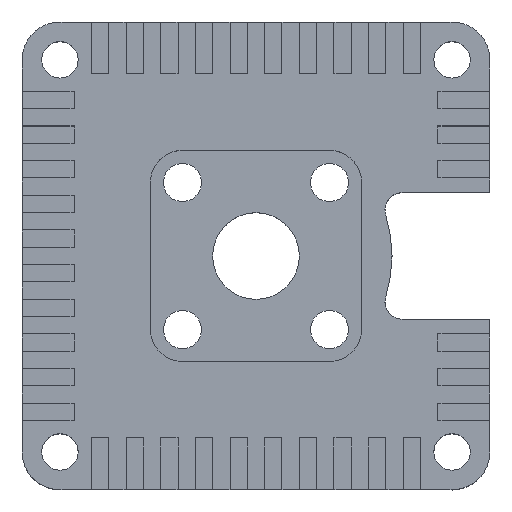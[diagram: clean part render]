
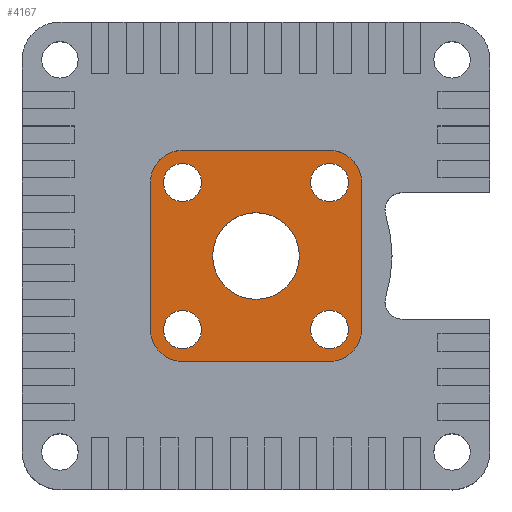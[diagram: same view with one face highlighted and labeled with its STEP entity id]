
A CAD part, top view. The second image highlights one B-rep face of the part: STEP entity #4167.
In plain terms, the highlighted planar face has unit normal (0, 0, 1).
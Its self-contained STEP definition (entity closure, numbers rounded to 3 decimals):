
#24=FACE_BOUND('',#541,.T.);
#25=FACE_BOUND('',#542,.T.);
#26=FACE_BOUND('',#543,.T.);
#27=FACE_BOUND('',#544,.T.);
#28=FACE_BOUND('',#545,.T.);
#69=CIRCLE('',#4391,1.85);
#71=CIRCLE('',#4395,1.85);
#73=CIRCLE('',#4399,1.85);
#75=CIRCLE('',#4402,1.85);
#77=CIRCLE('',#4406,1.85);
#84=CIRCLE('',#4416,7.85);
#86=CIRCLE('',#4421,1.1);
#88=CIRCLE('',#4425,1.1);
#90=CIRCLE('',#4429,1.1);
#92=CIRCLE('',#4433,1.1);
#95=CIRCLE('',#4442,2.5);
#331=FACE_OUTER_BOUND('',#540,.T.);
#540=EDGE_LOOP('',(#3559,#3560,#3561,#3562,#3563,#3564,#3565,#3566,#3567,
#3568));
#541=EDGE_LOOP('',(#3569));
#542=EDGE_LOOP('',(#3570));
#543=EDGE_LOOP('',(#3571));
#544=EDGE_LOOP('',(#3572));
#545=EDGE_LOOP('',(#3573));
#1051=LINE('',#6592,#1575);
#1056=LINE('',#6607,#1580);
#1061=LINE('',#6625,#1585);
#1065=LINE('',#6636,#1589);
#1575=VECTOR('',#5354,10.);
#1580=VECTOR('',#5367,10.);
#1585=VECTOR('',#5386,10.);
#1589=VECTOR('',#5398,10.);
#1967=VERTEX_POINT('',#6582);
#1968=VERTEX_POINT('',#6583);
#1971=VERTEX_POINT('',#6591);
#1973=VERTEX_POINT('',#6597);
#1974=VERTEX_POINT('',#6598);
#1977=VERTEX_POINT('',#6606);
#1979=VERTEX_POINT('',#6612);
#1981=VERTEX_POINT('',#6618);
#1983=VERTEX_POINT('',#6624);
#1985=VERTEX_POINT('',#6630);
#1992=VERTEX_POINT('',#6659);
#1994=VERTEX_POINT('',#6667);
#1996=VERTEX_POINT('',#6675);
#1998=VERTEX_POINT('',#6683);
#2002=VERTEX_POINT('',#6703);
#2525=EDGE_CURVE('',#1967,#1968,#69,.T.);
#2529=EDGE_CURVE('',#1968,#1971,#1051,.T.);
#2532=EDGE_CURVE('',#1973,#1974,#71,.T.);
#2536=EDGE_CURVE('',#1974,#1977,#1056,.T.);
#2539=EDGE_CURVE('',#1977,#1979,#73,.T.);
#2542=EDGE_CURVE('',#1971,#1981,#75,.T.);
#2545=EDGE_CURVE('',#1981,#1983,#1061,.T.);
#2548=EDGE_CURVE('',#1983,#1985,#77,.T.);
#2551=EDGE_CURVE('',#1985,#1973,#1065,.T.);
#2560=EDGE_CURVE('',#1967,#1979,#84,.T.);
#2565=EDGE_CURVE('',#1992,#1992,#86,.T.);
#2569=EDGE_CURVE('',#1994,#1994,#88,.T.);
#2573=EDGE_CURVE('',#1996,#1996,#90,.T.);
#2577=EDGE_CURVE('',#1998,#1998,#92,.T.);
#2586=EDGE_CURVE('',#2002,#2002,#95,.T.);
#3559=ORIENTED_EDGE('',*,*,#2539,.T.);
#3560=ORIENTED_EDGE('',*,*,#2560,.F.);
#3561=ORIENTED_EDGE('',*,*,#2525,.T.);
#3562=ORIENTED_EDGE('',*,*,#2529,.T.);
#3563=ORIENTED_EDGE('',*,*,#2542,.T.);
#3564=ORIENTED_EDGE('',*,*,#2545,.T.);
#3565=ORIENTED_EDGE('',*,*,#2548,.T.);
#3566=ORIENTED_EDGE('',*,*,#2551,.T.);
#3567=ORIENTED_EDGE('',*,*,#2532,.T.);
#3568=ORIENTED_EDGE('',*,*,#2536,.T.);
#3569=ORIENTED_EDGE('',*,*,#2565,.T.);
#3570=ORIENTED_EDGE('',*,*,#2569,.T.);
#3571=ORIENTED_EDGE('',*,*,#2573,.T.);
#3572=ORIENTED_EDGE('',*,*,#2577,.T.);
#3573=ORIENTED_EDGE('',*,*,#2586,.T.);
#3971=PLANE('',#4443);
#4167=ADVANCED_FACE('',(#331,#24,#25,#26,#27,#28),#3971,.F.);
#4391=AXIS2_PLACEMENT_3D('',#6584,#5346,#5347);
#4395=AXIS2_PLACEMENT_3D('',#6599,#5359,#5360);
#4399=AXIS2_PLACEMENT_3D('',#6613,#5372,#5373);
#4402=AXIS2_PLACEMENT_3D('',#6619,#5379,#5380);
#4406=AXIS2_PLACEMENT_3D('',#6631,#5391,#5392);
#4416=AXIS2_PLACEMENT_3D('',#6651,#5416,#5417);
#4421=AXIS2_PLACEMENT_3D('',#6661,#5429,#5430);
#4425=AXIS2_PLACEMENT_3D('',#6669,#5439,#5440);
#4429=AXIS2_PLACEMENT_3D('',#6677,#5449,#5450);
#4433=AXIS2_PLACEMENT_3D('',#6685,#5459,#5460);
#4442=AXIS2_PLACEMENT_3D('',#6704,#5483,#5484);
#4443=AXIS2_PLACEMENT_3D('',#6706,#5486,#5487);
#5346=DIRECTION('center_axis',(0.,0.,
1.));
#5347=DIRECTION('ref_axis',(-1.,0.,0.));
#5354=DIRECTION('',(0.,-1.,0.));
#5359=DIRECTION('center_axis',(0.,0.,
1.));
#5360=DIRECTION('ref_axis',(-1.,0.,0.));
#5367=DIRECTION('',(-1.,0.,0.));
#5372=DIRECTION('center_axis',(0.,0.,
1.));
#5373=DIRECTION('ref_axis',(-1.,0.,0.));
#5379=DIRECTION('center_axis',(0.,0.,
1.));
#5380=DIRECTION('ref_axis',(-1.,0.,0.));
#5386=DIRECTION('',(1.,0.,0.));
#5391=DIRECTION('center_axis',(0.,0.,
1.));
#5392=DIRECTION('ref_axis',(-1.,0.,0.));
#5398=DIRECTION('',(0.,1.,0.));
#5416=DIRECTION('center_axis',(0.,0.,
-1.));
#5417=DIRECTION('ref_axis',(1.,0.,0.));
#5429=DIRECTION('center_axis',(0.,0.,
-1.));
#5430=DIRECTION('ref_axis',(-1.,0.,0.));
#5439=DIRECTION('center_axis',(0.,0.,
-1.));
#5440=DIRECTION('ref_axis',(-1.,0.,0.));
#5449=DIRECTION('center_axis',(0.,0.,
-1.));
#5450=DIRECTION('ref_axis',(-1.,0.,0.));
#5459=DIRECTION('center_axis',(0.,0.,
-1.));
#5460=DIRECTION('ref_axis',(-1.,0.,0.));
#5483=DIRECTION('center_axis',(0.,0.,
-1.));
#5484=DIRECTION('ref_axis',(1.,0.,0.));
#5486=DIRECTION('center_axis',(0.,0.,
-1.));
#5487=DIRECTION('ref_axis',(1.,0.,0.));
#6582=CARTESIAN_POINT('',(-5.582,5.518,2.5));
#6583=CARTESIAN_POINT('',(-6.093,4.242,2.5));
#6584=CARTESIAN_POINT('Origin',(-4.243,4.242,2.5));
#6591=CARTESIAN_POINT('',(-6.092,-4.243,2.5));
#6592=CARTESIAN_POINT('',(-6.092,-2.122,2.5));
#6597=CARTESIAN_POINT('',(6.092,4.243,2.5));
#6598=CARTESIAN_POINT('',(4.242,6.093,2.5));
#6599=CARTESIAN_POINT('Origin',(4.242,4.243,2.5));
#6606=CARTESIAN_POINT('',(-4.243,6.092,2.5));
#6607=CARTESIAN_POINT('',(-2.054,6.092,2.5));
#6612=CARTESIAN_POINT('',(-5.519,5.582,2.5));
#6613=CARTESIAN_POINT('Origin',(-4.243,4.242,2.5));
#6618=CARTESIAN_POINT('',(-4.242,-6.093,2.5));
#6619=CARTESIAN_POINT('Origin',(-4.242,-4.243,2.5));
#6624=CARTESIAN_POINT('',(4.243,-6.092,2.5));
#6625=CARTESIAN_POINT('',(2.19,-6.092,2.5));
#6630=CARTESIAN_POINT('',(6.093,-4.242,2.5));
#6631=CARTESIAN_POINT('Origin',(4.243,-4.242,2.5));
#6636=CARTESIAN_POINT('',(6.092,2.122,2.5));
#6651=CARTESIAN_POINT('Origin',(0.,0.,
2.5));
#6659=CARTESIAN_POINT('',(-3.142,4.242,2.5));
#6661=CARTESIAN_POINT('Origin',(-4.242,4.242,2.5));
#6667=CARTESIAN_POINT('',(5.343,-4.243,2.5));
#6669=CARTESIAN_POINT('Origin',(4.243,-4.243,2.5));
#6675=CARTESIAN_POINT('',(5.343,4.242,2.5));
#6677=CARTESIAN_POINT('Origin',(4.243,4.242,2.5));
#6683=CARTESIAN_POINT('',(-3.142,-4.243,2.5));
#6685=CARTESIAN_POINT('Origin',(-4.242,-4.243,2.5));
#6703=CARTESIAN_POINT('',(-2.5,0.,2.5));
#6704=CARTESIAN_POINT('Origin',(0.,0.,
2.5));
#6706=CARTESIAN_POINT('Origin',(0.136,0.,
2.5));
